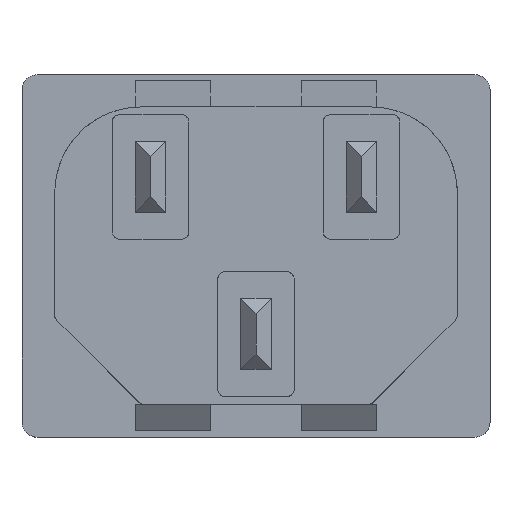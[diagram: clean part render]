
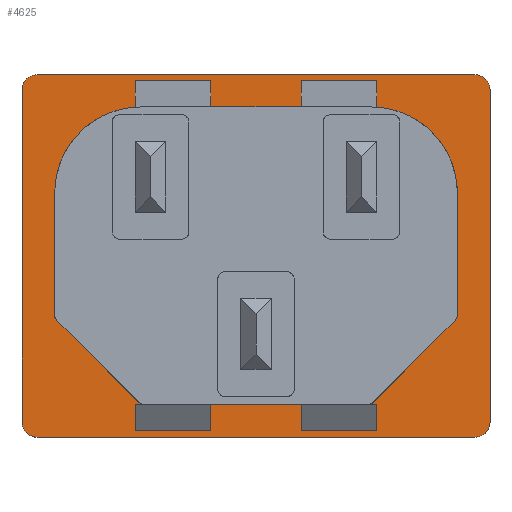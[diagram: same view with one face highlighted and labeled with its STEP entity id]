
A CAD part, top view. The second image highlights one B-rep face of the part: STEP entity #4625.
In plain terms, the highlighted free-form (B-spline) face has degree [1, 1] with [2, 2] control points.
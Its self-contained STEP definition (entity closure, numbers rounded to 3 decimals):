
#1230=CARTESIAN_POINT('',(-7.62,9.843,-0.175));
#1231=VERTEX_POINT('',#1230);
#1237=CARTESIAN_POINT('',(-13.335,4.128,-0.175));
#1238=VERTEX_POINT('',#1237);
#1239=CARTESIAN_POINT('',(-13.335,4.128,-0.175));
#1240=CARTESIAN_POINT('',(-13.335,9.842,-0.175));
#1241=CARTESIAN_POINT('',(-7.62,9.843,-0.175));
#1242=(BOUNDED_CURVE()B_SPLINE_CURVE(2,(#1239,#1240,#1241),.CIRCULAR_ARC.,.F.,.U.)B_SPLINE_CURVE_WITH_KNOTS((3,3),(0.,1.),.UNSPECIFIED.)CURVE()GEOMETRIC_REPRESENTATION_ITEM()RATIONAL_B_SPLINE_CURVE((1.,0.707,1.))REPRESENTATION_ITEM(''));
#1243=EDGE_CURVE('',#1238,#1231,#1242,.T.);
#1283=CARTESIAN_POINT('',(13.335,4.127,-0.175));
#1284=VERTEX_POINT('',#1283);
#1290=CARTESIAN_POINT('',(7.62,9.843,-0.175));
#1291=VERTEX_POINT('',#1290);
#1292=CARTESIAN_POINT('',(7.62,9.843,-0.175));
#1293=CARTESIAN_POINT('',(13.335,9.842,-0.175));
#1294=CARTESIAN_POINT('',(13.335,4.128,-0.175));
#1295=(BOUNDED_CURVE()B_SPLINE_CURVE(2,(#1292,#1293,#1294),.CIRCULAR_ARC.,.F.,.U.)B_SPLINE_CURVE_WITH_KNOTS((3,3),(0.,1.),.UNSPECIFIED.)CURVE()GEOMETRIC_REPRESENTATION_ITEM()RATIONAL_B_SPLINE_CURVE((1.,0.707,1.))REPRESENTATION_ITEM(''));
#1296=EDGE_CURVE('',#1291,#1284,#1295,.T.);
#1345=CARTESIAN_POINT('',(13.335,-3.917,-0.175));
#1346=VERTEX_POINT('',#1345);
#1352=CARTESIAN_POINT('',(13.335,4.128,-0.175));
#1353=CARTESIAN_POINT('',(13.335,-3.917,-0.175));
#1354=B_SPLINE_CURVE_WITH_KNOTS('',1,(#1352,#1353),.POLYLINE_FORM.,.F.,.U.,(2,2),(0.,1.),.UNSPECIFIED.);
#1355=EDGE_CURVE('',#1284,#1346,#1354,.T.);
#1390=CARTESIAN_POINT('',(13.186,-4.276,-0.175));
#1391=VERTEX_POINT('',#1390);
#1397=CARTESIAN_POINT('',(7.769,-9.694,-0.175));
#1398=VERTEX_POINT('',#1397);
#1399=CARTESIAN_POINT('',(13.186,-4.276,-0.175));
#1400=CARTESIAN_POINT('',(7.769,-9.694,-0.175));
#1401=B_SPLINE_CURVE_WITH_KNOTS('',1,(#1399,#1400),.POLYLINE_FORM.,.F.,.U.,(2,2),(0.,1.),.UNSPECIFIED.);
#1402=EDGE_CURVE('',#1391,#1398,#1401,.T.);
#1440=CARTESIAN_POINT('',(-13.186,-4.276,-0.175));
#1441=VERTEX_POINT('',#1440);
#1447=CARTESIAN_POINT('',(-7.769,-9.694,-0.175));
#1448=VERTEX_POINT('',#1447);
#1449=CARTESIAN_POINT('',(-7.769,-9.694,-0.175));
#1450=CARTESIAN_POINT('',(-13.186,-4.276,-0.175));
#1451=B_SPLINE_CURVE_WITH_KNOTS('',1,(#1449,#1450),.POLYLINE_FORM.,.F.,.U.,(2,2),(0.,1.),.UNSPECIFIED.);
#1452=EDGE_CURVE('',#1448,#1441,#1451,.T.);
#1480=CARTESIAN_POINT('',(-13.335,-3.917,-0.175));
#1481=VERTEX_POINT('',#1480);
#1487=CARTESIAN_POINT('',(-13.335,-3.917,-0.175));
#1488=CARTESIAN_POINT('',(-13.335,4.128,-0.175));
#1489=B_SPLINE_CURVE_WITH_KNOTS('',1,(#1487,#1488),.POLYLINE_FORM.,.F.,.U.,(2,2),(0.,1.),.UNSPECIFIED.);
#1490=EDGE_CURVE('',#1481,#1238,#1489,.T.);
#2766=CARTESIAN_POINT('',(13.335,-3.917,-0.175));
#2767=CARTESIAN_POINT('',(13.335,-4.127,-0.175));
#2768=CARTESIAN_POINT('',(13.186,-4.276,-0.175));
#2769=(BOUNDED_CURVE()B_SPLINE_CURVE(2,(#2766,#2767,#2768),.CIRCULAR_ARC.,.F.,.U.)B_SPLINE_CURVE_WITH_KNOTS((3,3),(0.,1.),.UNSPECIFIED.)CURVE()GEOMETRIC_REPRESENTATION_ITEM()RATIONAL_B_SPLINE_CURVE((1.,0.924,1.))REPRESENTATION_ITEM(''));
#2770=EDGE_CURVE('',#1346,#1391,#2769,.T.);
#2818=CARTESIAN_POINT('',(7.41,-9.843,-0.175));
#2819=VERTEX_POINT('',#2818);
#2825=CARTESIAN_POINT('',(7.769,-9.694,-0.175));
#2826=CARTESIAN_POINT('',(7.62,-9.842,-0.175));
#2827=CARTESIAN_POINT('',(7.41,-9.843,-0.175));
#2828=(BOUNDED_CURVE()B_SPLINE_CURVE(2,(#2825,#2826,#2827),.CIRCULAR_ARC.,.F.,.U.)B_SPLINE_CURVE_WITH_KNOTS((3,3),(0.,1.),.UNSPECIFIED.)CURVE()GEOMETRIC_REPRESENTATION_ITEM()RATIONAL_B_SPLINE_CURVE((1.,0.924,1.))REPRESENTATION_ITEM(''));
#2829=EDGE_CURVE('',#1398,#2819,#2828,.T.);
#2846=CARTESIAN_POINT('',(-7.41,-9.843,-0.175));
#2847=VERTEX_POINT('',#2846);
#2848=CARTESIAN_POINT('',(-7.41,-9.843,-0.175));
#2849=CARTESIAN_POINT('',(-7.62,-9.842,-0.175));
#2850=CARTESIAN_POINT('',(-7.769,-9.694,-0.175));
#2851=(BOUNDED_CURVE()B_SPLINE_CURVE(2,(#2848,#2849,#2850),.CIRCULAR_ARC.,.F.,.U.)B_SPLINE_CURVE_WITH_KNOTS((3,3),(0.,1.),.UNSPECIFIED.)CURVE()GEOMETRIC_REPRESENTATION_ITEM()RATIONAL_B_SPLINE_CURVE((1.,0.924,1.))REPRESENTATION_ITEM(''));
#2852=EDGE_CURVE('',#2847,#1448,#2851,.T.);
#2905=CARTESIAN_POINT('',(-13.186,-4.276,-0.175));
#2906=CARTESIAN_POINT('',(-13.335,-4.127,-0.175));
#2907=CARTESIAN_POINT('',(-13.335,-3.917,-0.175));
#2908=(BOUNDED_CURVE()B_SPLINE_CURVE(2,(#2905,#2906,#2907),.CIRCULAR_ARC.,.F.,.U.)B_SPLINE_CURVE_WITH_KNOTS((3,3),(0.,1.),.UNSPECIFIED.)CURVE()GEOMETRIC_REPRESENTATION_ITEM()RATIONAL_B_SPLINE_CURVE((1.,0.924,1.))REPRESENTATION_ITEM(''));
#2909=EDGE_CURVE('',#1441,#1481,#2908,.T.);
#4406=CARTESIAN_POINT('',(-14.5,-12.,-0.175));
#4407=VERTEX_POINT('',#4406);
#4413=CARTESIAN_POINT('',(14.5,-12.,-0.175));
#4414=VERTEX_POINT('',#4413);
#4415=CARTESIAN_POINT('',(14.5,-12.,-0.175));
#4416=CARTESIAN_POINT('',(-14.5,-12.,-0.175));
#4417=B_SPLINE_CURVE_WITH_KNOTS('',1,(#4415,#4416),.POLYLINE_FORM.,.F.,.U.,(2,2),(0.,1.),.UNSPECIFIED.);
#4418=EDGE_CURVE('',#4414,#4407,#4417,.T.);
#4436=CARTESIAN_POINT('',(-15.5,-11.,-0.175));
#4437=VERTEX_POINT('',#4436);
#4443=CARTESIAN_POINT('',(-14.5,-12.,-0.175));
#4444=CARTESIAN_POINT('',(-15.5,-12.,-0.175));
#4445=CARTESIAN_POINT('',(-15.5,-11.,-0.175));
#4446=(BOUNDED_CURVE()B_SPLINE_CURVE(2,(#4443,#4444,#4445),.CIRCULAR_ARC.,.F.,.U.)B_SPLINE_CURVE_WITH_KNOTS((3,3),(0.,1.),.UNSPECIFIED.)CURVE()GEOMETRIC_REPRESENTATION_ITEM()RATIONAL_B_SPLINE_CURVE((1.,0.707,1.))REPRESENTATION_ITEM(''));
#4447=EDGE_CURVE('',#4407,#4437,#4446,.T.);
#4459=CARTESIAN_POINT('',(-15.5,11.,-0.175));
#4460=VERTEX_POINT('',#4459);
#4466=CARTESIAN_POINT('',(-15.5,-11.,-0.175));
#4467=CARTESIAN_POINT('',(-15.5,11.,-0.175));
#4468=B_SPLINE_CURVE_WITH_KNOTS('',1,(#4466,#4467),.POLYLINE_FORM.,.F.,.U.,(2,2),(0.,1.),.UNSPECIFIED.);
#4469=EDGE_CURVE('',#4437,#4460,#4468,.T.);
#4483=CARTESIAN_POINT('',(-14.5,12.,-0.175));
#4484=VERTEX_POINT('',#4483);
#4490=CARTESIAN_POINT('',(-15.5,11.,-0.175));
#4491=CARTESIAN_POINT('',(-15.5,12.,-0.175));
#4492=CARTESIAN_POINT('',(-14.5,12.,-0.175));
#4493=(BOUNDED_CURVE()B_SPLINE_CURVE(2,(#4490,#4491,#4492),.CIRCULAR_ARC.,.F.,.U.)B_SPLINE_CURVE_WITH_KNOTS((3,3),(0.,1.),.UNSPECIFIED.)CURVE()GEOMETRIC_REPRESENTATION_ITEM()RATIONAL_B_SPLINE_CURVE((1.,0.707,1.))REPRESENTATION_ITEM(''));
#4494=EDGE_CURVE('',#4460,#4484,#4493,.T.);
#4506=CARTESIAN_POINT('',(14.5,12.,-0.175));
#4507=VERTEX_POINT('',#4506);
#4513=CARTESIAN_POINT('',(-14.5,12.,-0.175));
#4514=CARTESIAN_POINT('',(14.5,12.,-0.175));
#4515=B_SPLINE_CURVE_WITH_KNOTS('',1,(#4513,#4514),.POLYLINE_FORM.,.F.,.U.,(2,2),(0.,1.),.UNSPECIFIED.);
#4516=EDGE_CURVE('',#4484,#4507,#4515,.T.);
#4530=CARTESIAN_POINT('',(15.5,11.,-0.175));
#4531=VERTEX_POINT('',#4530);
#4537=CARTESIAN_POINT('',(14.5,12.,-0.175));
#4538=CARTESIAN_POINT('',(15.5,12.,-0.175));
#4539=CARTESIAN_POINT('',(15.5,11.,-0.175));
#4540=(BOUNDED_CURVE()B_SPLINE_CURVE(2,(#4537,#4538,#4539),.CIRCULAR_ARC.,.F.,.U.)B_SPLINE_CURVE_WITH_KNOTS((3,3),(0.,1.),.UNSPECIFIED.)CURVE()GEOMETRIC_REPRESENTATION_ITEM()RATIONAL_B_SPLINE_CURVE((1.,0.707,1.))REPRESENTATION_ITEM(''));
#4541=EDGE_CURVE('',#4507,#4531,#4540,.T.);
#4553=CARTESIAN_POINT('',(15.5,-11.,-0.175));
#4554=VERTEX_POINT('',#4553);
#4560=CARTESIAN_POINT('',(15.5,11.,-0.175));
#4561=CARTESIAN_POINT('',(15.5,-11.,-0.175));
#4562=B_SPLINE_CURVE_WITH_KNOTS('',1,(#4560,#4561),.POLYLINE_FORM.,.F.,.U.,(2,2),(0.,1.),.UNSPECIFIED.);
#4563=EDGE_CURVE('',#4531,#4554,#4562,.T.);
#4578=CARTESIAN_POINT('',(15.5,-11.,-0.175));
#4579=CARTESIAN_POINT('',(15.5,-12.,-0.175));
#4580=CARTESIAN_POINT('',(14.5,-12.,-0.175));
#4581=(BOUNDED_CURVE()B_SPLINE_CURVE(2,(#4578,#4579,#4580),.CIRCULAR_ARC.,.F.,.U.)B_SPLINE_CURVE_WITH_KNOTS((3,3),(0.,1.),.UNSPECIFIED.)CURVE()GEOMETRIC_REPRESENTATION_ITEM()RATIONAL_B_SPLINE_CURVE((1.,0.707,1.))REPRESENTATION_ITEM(''));
#4582=EDGE_CURVE('',#4554,#4414,#4581,.T.);
#4588=CARTESIAN_POINT('',(17.05,-13.55,-0.175));
#4589=CARTESIAN_POINT('',(17.05,20.828,-0.175));
#4590=CARTESIAN_POINT('',(-17.05,-13.55,-0.175));
#4591=CARTESIAN_POINT('',(-17.05,20.828,-0.175));
#4592=B_SPLINE_SURFACE_WITH_KNOTS('',1,1,((#4588,#4589),(#4590,#4591)),.PLANE_SURF.,.F.,.F.,.U.,(2,2),(2,2),(0.,1.),(0.,1.),.UNSPECIFIED.);
#4593=ORIENTED_EDGE('',*,*,#4418,.T.);
#4594=ORIENTED_EDGE('',*,*,#4447,.T.);
#4595=ORIENTED_EDGE('',*,*,#4469,.T.);
#4596=ORIENTED_EDGE('',*,*,#4494,.T.);
#4597=ORIENTED_EDGE('',*,*,#4516,.T.);
#4598=ORIENTED_EDGE('',*,*,#4541,.T.);
#4599=ORIENTED_EDGE('',*,*,#4563,.T.);
#4600=ORIENTED_EDGE('',*,*,#4582,.T.);
#4601=EDGE_LOOP('',(#4593,#4594,#4595,#4596,#4597,#4598,#4599,#4600));
#4602=FACE_OUTER_BOUND('',#4601,.F.);
#4603=ORIENTED_EDGE('',*,*,#1355,.F.);
#4604=ORIENTED_EDGE('',*,*,#1296,.F.);
#4605=CARTESIAN_POINT('',(-7.62,9.843,-0.175));
#4606=CARTESIAN_POINT('',(7.62,9.843,-0.175));
#4607=B_SPLINE_CURVE_WITH_KNOTS('',1,(#4605,#4606),.POLYLINE_FORM.,.F.,.U.,(2,2),(0.,1.),.UNSPECIFIED.);
#4608=EDGE_CURVE('',#1231,#1291,#4607,.T.);
#4609=ORIENTED_EDGE('',*,*,#4608,.F.);
#4610=ORIENTED_EDGE('',*,*,#1243,.F.);
#4611=ORIENTED_EDGE('',*,*,#1490,.F.);
#4612=ORIENTED_EDGE('',*,*,#2909,.F.);
#4613=ORIENTED_EDGE('',*,*,#1452,.F.);
#4614=ORIENTED_EDGE('',*,*,#2852,.F.);
#4615=CARTESIAN_POINT('',(7.41,-9.843,-0.175));
#4616=CARTESIAN_POINT('',(-7.41,-9.843,-0.175));
#4617=B_SPLINE_CURVE_WITH_KNOTS('',1,(#4615,#4616),.POLYLINE_FORM.,.F.,.U.,(2,2),(0.,1.),.UNSPECIFIED.);
#4618=EDGE_CURVE('',#2819,#2847,#4617,.T.);
#4619=ORIENTED_EDGE('',*,*,#4618,.F.);
#4620=ORIENTED_EDGE('',*,*,#2829,.F.);
#4621=ORIENTED_EDGE('',*,*,#1402,.F.);
#4622=ORIENTED_EDGE('',*,*,#2770,.F.);
#4623=EDGE_LOOP('',(#4603,#4604,#4609,#4610,#4611,#4612,#4613,#4614,#4619,#4620,#4621,#4622));
#4624=FACE_BOUND('',#4623,.F.);
#4625=ADVANCED_FACE('',(#4602,#4624),#4592,.F.);
